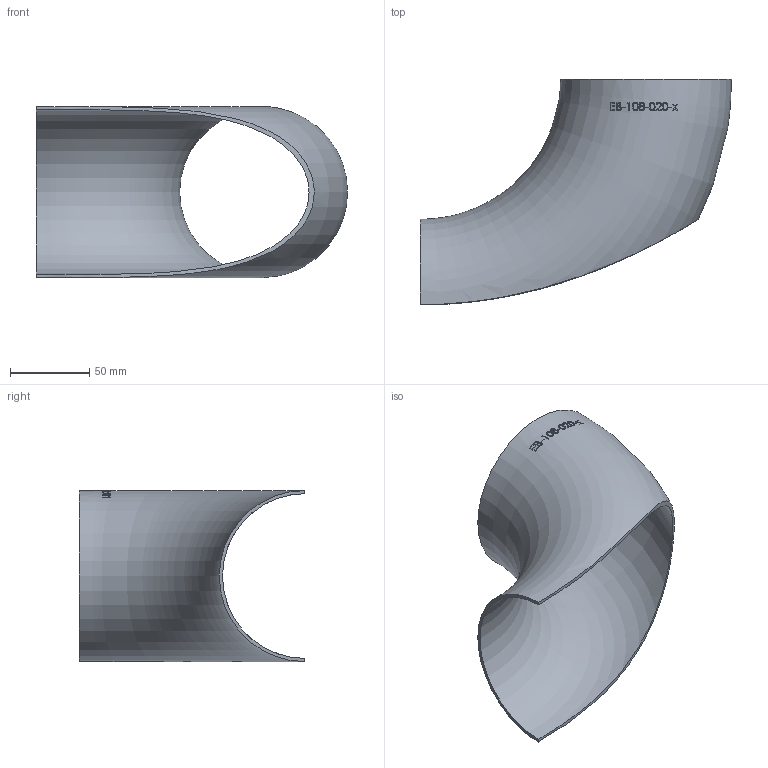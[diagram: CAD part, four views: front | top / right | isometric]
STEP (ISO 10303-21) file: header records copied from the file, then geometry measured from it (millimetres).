
FILE_DESCRIPTION (( 'STEP AP214' ), '1' );
FILE_NAME ('EB-108-020-x Einschweissbogen 1904.STEP', '2019-04-05T07:43:29', ( '' ), ( '' ), 'SwSTEP 2.0', 'SolidWorks 2016', '' );
FILE_SCHEMA (( 'AUTOMOTIVE_DESIGN' ));
Length unit declared in the file: millimetre
Products named in the file (1): EB-108-020-x Einschweissbogen 1904
Bounding box: 196.5 x 142.5 x 108.1 mm (x, y, z)
Volume: 97662.2 mm3; surface area: 99361.1 mm2
Topology: 1 solids, 1 shells, 140 faces, 371 edges, 251 vertices
Faces by surface type: bspline 60, plane 59, torus 21
Entity records: 9487 total; most frequent: CARTESIAN_POINT 5230, ORIENTED_EDGE 732, EDGE_CURVE 366, DIRECTION 290, VERTEX_POINT 248, B_SPLINE_CURVE_WITH_KNOTS 242, EDGE_LOOP 162, FACE_OUTER_BOUND 142
